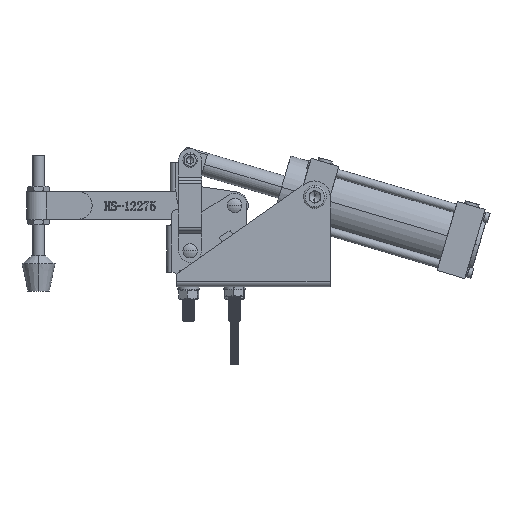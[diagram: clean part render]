
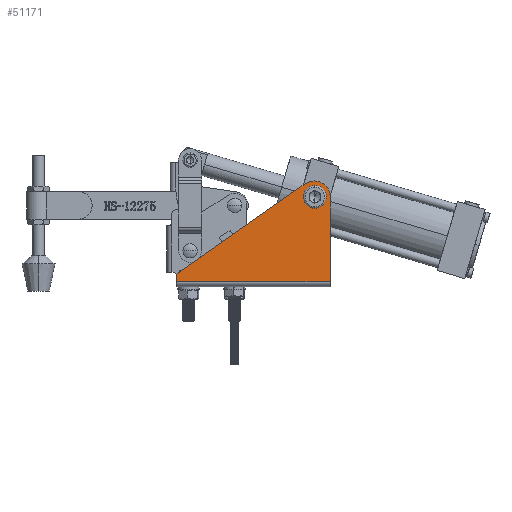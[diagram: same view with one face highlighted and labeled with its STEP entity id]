
A CAD part, front view. The second image highlights one B-rep face of the part: STEP entity #51171.
In plain terms, the highlighted planar face has unit normal (0, -1, 0).
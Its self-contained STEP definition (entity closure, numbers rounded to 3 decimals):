
#4853 = FACE_BOUND ( 'NONE', #28564, .T. ) ;
#4863 = FACE_OUTER_BOUND ( 'NONE', #28659, .T. ) ;
#10929 = AXIS2_PLACEMENT_3D ( 'NONE', #12561, #12562, #12563 ) ;
#10931 = AXIS2_PLACEMENT_3D ( 'NONE', #12569, #12570, #12571 ) ;
#10965 = AXIS2_PLACEMENT_3D ( 'NONE', #12784, #12785, #12786 ) ;
#10966 = AXIS2_PLACEMENT_3D ( 'NONE', #12788, #12789, #12790 ) ;
#10967 = AXIS2_PLACEMENT_3D ( 'NONE', #12791, #12792, #12793 ) ;
#12339 = AXIS2_PLACEMENT_3D ( 'NONE', #38648, #38657, #38658 ) ;
#12561 = CARTESIAN_POINT ( 'NONE',  ( 42.85, -36., 59.45 ) ) ;
#12562 = DIRECTION ( 'NONE',  ( 0., 1., 0. ) ) ;
#12563 = DIRECTION ( 'NONE',  ( 0., 0., -1. ) ) ;
#12569 = CARTESIAN_POINT ( 'NONE',  ( 42.4, -36., 59.45 ) ) ;
#12570 = DIRECTION ( 'NONE',  ( 0., 1., 0. ) ) ;
#12571 = DIRECTION ( 'NONE',  ( 0., 0., -1. ) ) ;
#12758 = DIRECTION ( 'NONE',  ( 1., 0., 0. ) ) ;
#12762 = CARTESIAN_POINT ( 'NONE',  ( 42.4, -36., 0.5 ) ) ;
#12770 = CARTESIAN_POINT ( 'NONE',  ( 53.5, -36., 0. ) ) ;
#12772 = DIRECTION ( 'NONE',  ( 0., 0., -1. ) ) ;
#12778 = CARTESIAN_POINT ( 'NONE',  ( -53.5, -36., 4.289 ) ) ;
#12780 = DIRECTION ( 'NONE',  ( 0., 0., 1. ) ) ;
#12782 = CARTESIAN_POINT ( 'NONE',  ( -52.221, -36., 6.746 ) ) ;
#12783 = DIRECTION ( 'NONE',  ( 0.819, 0., 0.574 ) ) ;
#12784 = CARTESIAN_POINT ( 'NONE',  ( 42.85, -36., 59.45 ) ) ;
#12785 = DIRECTION ( 'NONE',  ( 0., 1., 0. ) ) ;
#12786 = DIRECTION ( 'NONE',  ( 0., 0., -1. ) ) ;
#12788 = CARTESIAN_POINT ( 'NONE',  ( 42.4, -36., 59.45 ) ) ;
#12789 = DIRECTION ( 'NONE',  ( 0., 1., 0. ) ) ;
#12790 = DIRECTION ( 'NONE',  ( 0., 0., -1. ) ) ;
#12791 = CARTESIAN_POINT ( 'NONE',  ( -50.5, -36., 4.289 ) ) ;
#12792 = DIRECTION ( 'NONE',  ( 0., 1., 0. ) ) ;
#12793 = DIRECTION ( 'NONE',  ( 0., 0., -1. ) ) ;
#19686 = EDGE_CURVE ( 'NONE', #30947, #30948, #29380, .T. ) ;
#19689 = EDGE_CURVE ( 'NONE', #30945, #30950, #29383, .T. ) ;
#19778 = EDGE_CURVE ( 'NONE', #30996, #31001, #29502, .T. ) ;
#19780 = EDGE_CURVE ( 'NONE', #30997, #31001, #29505, .T. ) ;
#19785 = EDGE_CURVE ( 'NONE', #30996, #31004, #29513, .T. ) ;
#19788 = EDGE_CURVE ( 'NONE', #30948, #30947, #29520, .T. ) ;
#19789 = EDGE_CURVE ( 'NONE', #30950, #30997, #29519, .T. ) ;
#19790 = EDGE_CURVE ( 'NONE', #31003, #30945, #29518, .T. ) ;
#19791 = EDGE_CURVE ( 'NONE', #31004, #31003, #29521, .T. ) ;
#28564 = EDGE_LOOP ( 'NONE', ( #32614, #32615 ) ) ;
#28659 = EDGE_LOOP ( 'NONE', ( #32616, #32617, #32618, #32619, #32620, #32621, #32622 ) ) ;
#29380 = CIRCLE ( 'NONE', #10929, 7.55 ) ;
#29383 = CIRCLE ( 'NONE', #10931, 11.1 ) ;
#29502 = LINE ( 'NONE', #12762, #29504 ) ;
#29504 = VECTOR ( 'NONE', #12758, 1000. ) ;
#29505 = LINE ( 'NONE', #12770, #29508 ) ;
#29508 = VECTOR ( 'NONE', #12772, 1000. ) ;
#29513 = LINE ( 'NONE', #12778, #29517 ) ;
#29517 = VECTOR ( 'NONE', #12780, 1000. ) ;
#29518 = LINE ( 'NONE', #12782, #29522 ) ;
#29519 = CIRCLE ( 'NONE', #10966, 11.1 ) ;
#29520 = CIRCLE ( 'NONE', #10965, 7.55 ) ;
#29521 = CIRCLE ( 'NONE', #10967, 3. ) ;
#29522 = VECTOR ( 'NONE', #12783, 1000. ) ;
#30945 = VERTEX_POINT ( 'NONE', #55116 ) ;
#30947 = VERTEX_POINT ( 'NONE', #55118 ) ;
#30948 = VERTEX_POINT ( 'NONE', #55119 ) ;
#30950 = VERTEX_POINT ( 'NONE', #55121 ) ;
#30996 = VERTEX_POINT ( 'NONE', #55167 ) ;
#30997 = VERTEX_POINT ( 'NONE', #55168 ) ;
#31001 = VERTEX_POINT ( 'NONE', #55172 ) ;
#31003 = VERTEX_POINT ( 'NONE', #55174 ) ;
#31004 = VERTEX_POINT ( 'NONE', #55175 ) ;
#32614 = ORIENTED_EDGE ( 'NONE', *, *, #19788, .T. ) ;
#32615 = ORIENTED_EDGE ( 'NONE', *, *, #19686, .T. ) ;
#32616 = ORIENTED_EDGE ( 'NONE', *, *, #19785, .F. ) ;
#32617 = ORIENTED_EDGE ( 'NONE', *, *, #19778, .T. ) ;
#32618 = ORIENTED_EDGE ( 'NONE', *, *, #19780, .F. ) ;
#32619 = ORIENTED_EDGE ( 'NONE', *, *, #19789, .F. ) ;
#32620 = ORIENTED_EDGE ( 'NONE', *, *, #19689, .F. ) ;
#32621 = ORIENTED_EDGE ( 'NONE', *, *, #19790, .F. ) ;
#32622 = ORIENTED_EDGE ( 'NONE', *, *, #19791, .F. ) ;
#38648 = CARTESIAN_POINT ( 'NONE',  ( 42.4, -36., 59.45 ) ) ;
#38652 = PLANE ( 'NONE',  #12339 ) ;
#38657 = DIRECTION ( 'NONE',  ( 0., -1., 0. ) ) ;
#38658 = DIRECTION ( 'NONE',  ( 0., 0., 1. ) ) ;
#51171 = ADVANCED_FACE ( 'NONE', ( #4853, #4863 ), #38652, .T. ) ;
#55116 = CARTESIAN_POINT ( 'NONE',  ( 36.033, -36., 68.543 ) ) ;
#55118 = CARTESIAN_POINT ( 'NONE',  ( 42.85, -36., 51.9 ) ) ;
#55119 = CARTESIAN_POINT ( 'NONE',  ( 42.85, -36., 67. ) ) ;
#55121 = CARTESIAN_POINT ( 'NONE',  ( 42.4, -36., 70.55 ) ) ;
#55167 = CARTESIAN_POINT ( 'NONE',  ( -53.5, -36., 0.5 ) ) ;
#55168 = CARTESIAN_POINT ( 'NONE',  ( 53.5, -36., 59.45 ) ) ;
#55172 = CARTESIAN_POINT ( 'NONE',  ( 53.5, -36., 0.5 ) ) ;
#55174 = CARTESIAN_POINT ( 'NONE',  ( -52.221, -36., 6.746 ) ) ;
#55175 = CARTESIAN_POINT ( 'NONE',  ( -53.5, -36., 4.289 ) ) ;
